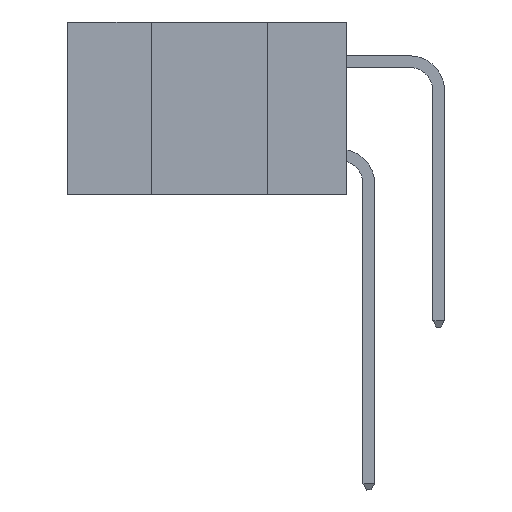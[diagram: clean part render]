
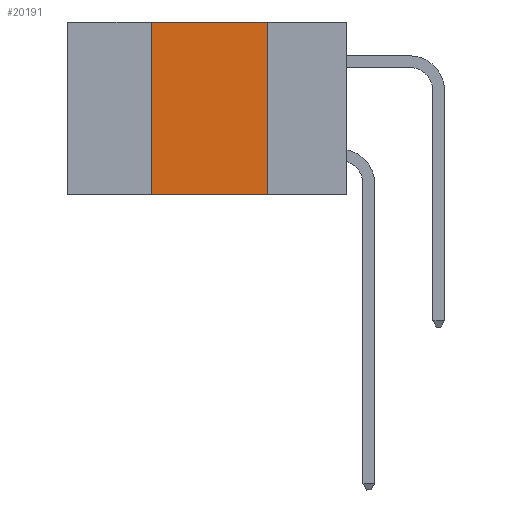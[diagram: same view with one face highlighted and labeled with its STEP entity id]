
A CAD part, left-side view. The second image highlights one B-rep face of the part: STEP entity #20191.
In plain terms, the highlighted planar face has unit normal (-1, 0, 0).
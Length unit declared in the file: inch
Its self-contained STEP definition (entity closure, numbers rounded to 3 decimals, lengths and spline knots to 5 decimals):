
#327 = CARTESIAN_POINT ( 'NONE',  ( 0., 0.6, -0.37 ) ) ;
#622 = ORIENTED_EDGE ( 'NONE', *, *, #21817, .T. ) ;
#1924 = CARTESIAN_POINT ( 'NONE',  ( 0., 0.42, 0. ) ) ;
#3992 = VECTOR ( 'NONE', #28094, 39.37008 ) ;
#6866 = CARTESIAN_POINT ( 'NONE',  ( 0., 0.17, 0. ) ) ;
#6926 = ORIENTED_EDGE ( 'NONE', *, *, #8961, .F. ) ;
#8918 = AXIS2_PLACEMENT_3D ( 'NONE', #27183, #11936, #14522 ) ;
#8929 = PLANE ( 'NONE',  #8918 ) ;
#8961 = EDGE_CURVE ( 'NONE', #26682, #26444, #16438, .T. ) ;
#10571 = DIRECTION ( 'NONE',  ( 0., -1., 0. ) ) ;
#11936 = DIRECTION ( 'NONE',  ( 1., 0., 0. ) ) ;
#12449 = VERTEX_POINT ( 'NONE', #1924 ) ;
#14511 = EDGE_LOOP ( 'NONE', ( #6926, #18481, #20546, #622 ) ) ;
#14522 = DIRECTION ( 'NONE',  ( 0., 0., -1. ) ) ;
#15448 = CARTESIAN_POINT ( 'NONE',  ( 0., 0.17, 0. ) ) ;
#15699 = LINE ( 'NONE', #32290, #18054 ) ;
#16438 = LINE ( 'NONE', #6866, #20803 ) ;
#16566 = CARTESIAN_POINT ( 'NONE',  ( 0., 0.17, -0.37 ) ) ;
#16642 = DIRECTION ( 'NONE',  ( 0., 0., -1. ) ) ;
#16678 = CARTESIAN_POINT ( 'NONE',  ( 0., 0.42, -0.37 ) ) ;
#17067 = VECTOR ( 'NONE', #10571, 39.37008 ) ;
#18054 = VECTOR ( 'NONE', #29795, 39.37008 ) ;
#18481 = ORIENTED_EDGE ( 'NONE', *, *, #26637, .F. ) ;
#20191 = ADVANCED_FACE ( 'NONE', ( #25259 ), #8929, .F. ) ;
#20196 = EDGE_CURVE ( 'NONE', #26393, #12449, #15699, .T. ) ;
#20546 = ORIENTED_EDGE ( 'NONE', *, *, #20196, .F. ) ;
#20626 = LINE ( 'NONE', #327, #17067 ) ;
#20803 = VECTOR ( 'NONE', #16642, 39.37008 ) ;
#21817 = EDGE_CURVE ( 'NONE', #26393, #26444, #20626, .T. ) ;
#25259 = FACE_OUTER_BOUND ( 'NONE', #14511, .T. ) ;
#26393 = VERTEX_POINT ( 'NONE', #16678 ) ;
#26444 = VERTEX_POINT ( 'NONE', #16566 ) ;
#26637 = EDGE_CURVE ( 'NONE', #12449, #26682, #27031, .T. ) ;
#26682 = VERTEX_POINT ( 'NONE', #15448 ) ;
#27031 = LINE ( 'NONE', #27997, #3992 ) ;
#27183 = CARTESIAN_POINT ( 'NONE',  ( 0., 0.6, 0. ) ) ;
#27997 = CARTESIAN_POINT ( 'NONE',  ( 0., 0.6, 0. ) ) ;
#28094 = DIRECTION ( 'NONE',  ( 0., -1., 0. ) ) ;
#29795 = DIRECTION ( 'NONE',  ( 0., 0., 1. ) ) ;
#32290 = CARTESIAN_POINT ( 'NONE',  ( 0., 0.42, 0. ) ) ;
